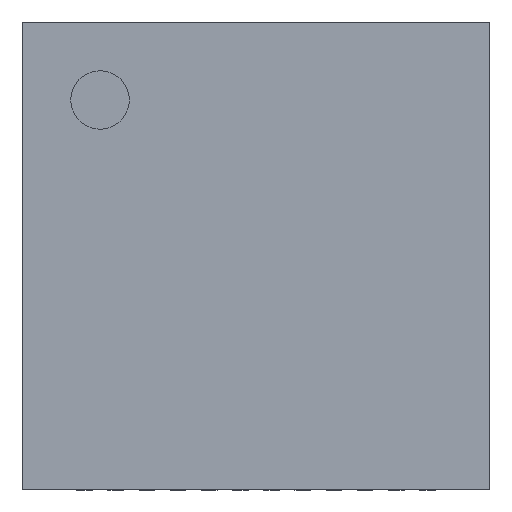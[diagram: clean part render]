
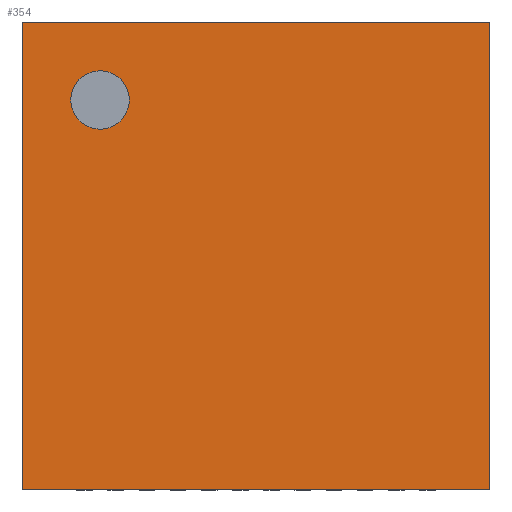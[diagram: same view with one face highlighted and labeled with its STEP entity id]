
A CAD part, top view. The second image highlights one B-rep face of the part: STEP entity #354.
In plain terms, the highlighted planar face has unit normal (0, 0, 1).
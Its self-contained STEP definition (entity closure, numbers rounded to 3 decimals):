
#290 = VERTEX_POINT('',#291);
#291 = CARTESIAN_POINT('',(0.,0.,0.6));
#306 = VERTEX_POINT('',#307);
#307 = CARTESIAN_POINT('',(0.,6.,0.6));
#313 = EDGE_CURVE('',#290,#306,#314,.T.);
#314 = LINE('',#315,#316);
#315 = CARTESIAN_POINT('',(0.,0.,0.6));
#316 = VECTOR('',#317,1.);
#317 = DIRECTION('',(0.,1.,0.));
#336 = EDGE_CURVE('',#290,#337,#339,.T.);
#337 = VERTEX_POINT('',#338);
#338 = CARTESIAN_POINT('',(6.,0.,0.6));
#339 = LINE('',#340,#341);
#340 = CARTESIAN_POINT('',(0.,0.,0.6));
#341 = VECTOR('',#342,1.);
#342 = DIRECTION('',(1.,0.,0.));
#354 = ADVANCED_FACE('',(#355,#373),#384,.T.);
#355 = FACE_BOUND('',#356,.T.);
#356 = EDGE_LOOP('',(#357,#358,#359,#367));
#357 = ORIENTED_EDGE('',*,*,#313,.F.);
#358 = ORIENTED_EDGE('',*,*,#336,.T.);
#359 = ORIENTED_EDGE('',*,*,#360,.T.);
#360 = EDGE_CURVE('',#337,#361,#363,.T.);
#361 = VERTEX_POINT('',#362);
#362 = CARTESIAN_POINT('',(6.,6.,0.6));
#363 = LINE('',#364,#365);
#364 = CARTESIAN_POINT('',(6.,0.,0.6));
#365 = VECTOR('',#366,1.);
#366 = DIRECTION('',(0.,1.,0.));
#367 = ORIENTED_EDGE('',*,*,#368,.F.);
#368 = EDGE_CURVE('',#306,#361,#369,.T.);
#369 = LINE('',#370,#371);
#370 = CARTESIAN_POINT('',(0.,6.,0.6));
#371 = VECTOR('',#372,1.);
#372 = DIRECTION('',(1.,0.,0.));
#373 = FACE_BOUND('',#374,.T.);
#374 = EDGE_LOOP('',(#375));
#375 = ORIENTED_EDGE('',*,*,#376,.F.);
#376 = EDGE_CURVE('',#377,#377,#379,.T.);
#377 = VERTEX_POINT('',#378);
#378 = CARTESIAN_POINT('',(1.375,5.,0.6));
#379 = CIRCLE('',#380,0.375);
#380 = AXIS2_PLACEMENT_3D('',#381,#382,#383);
#381 = CARTESIAN_POINT('',(1.,5.,0.6));
#382 = DIRECTION('',(0.,0.,1.));
#383 = DIRECTION('',(1.,0.,0.));
#384 = PLANE('',#385);
#385 = AXIS2_PLACEMENT_3D('',#386,#387,#388);
#386 = CARTESIAN_POINT('',(0.,0.,0.6));
#387 = DIRECTION('',(0.,0.,1.));
#388 = DIRECTION('',(1.,0.,0.));
